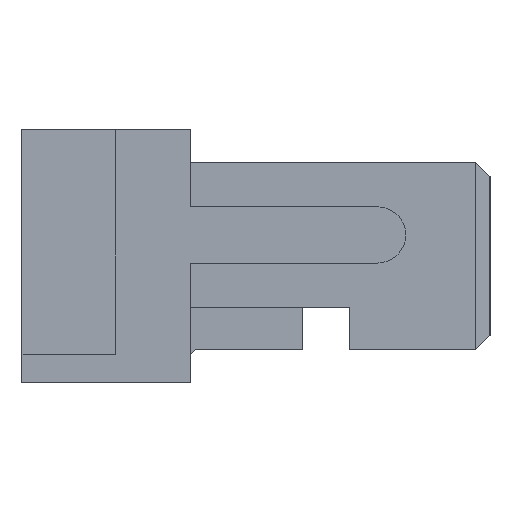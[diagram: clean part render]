
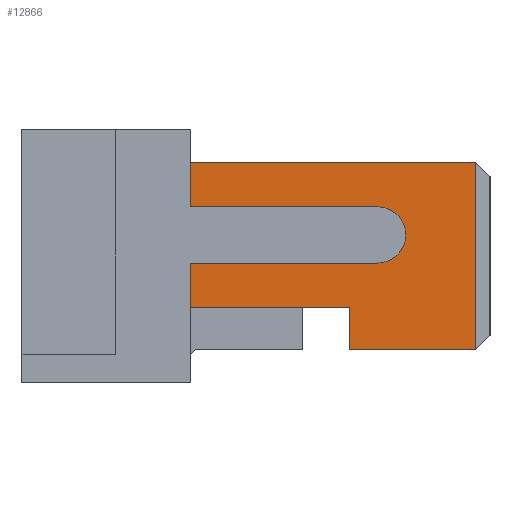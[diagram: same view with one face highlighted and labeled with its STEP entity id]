
A CAD part, left-side view. The second image highlights one B-rep face of the part: STEP entity #12866.
In plain terms, the highlighted planar face has unit normal (-1, 0, 0).
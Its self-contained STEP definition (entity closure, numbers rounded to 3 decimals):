
#60 = VERTEX_POINT ( 'NONE', #7373 ) ;
#250 = EDGE_CURVE ( 'NONE', #1919, #7643, #8515, .T. ) ;
#430 = LINE ( 'NONE', #13169, #22294 ) ;
#628 = CIRCLE ( 'NONE', #1381, 0.3 ) ;
#663 = DIRECTION ( 'NONE',  ( 0., 0., 1. ) ) ;
#701 = CARTESIAN_POINT ( 'NONE',  ( -7.2, 0., 0.525 ) ) ;
#756 = VECTOR ( 'NONE', #21957, 1000. ) ;
#1381 = AXIS2_PLACEMENT_3D ( 'NONE', #3798, #5438, #9170 ) ;
#1459 = LINE ( 'NONE', #11756, #1532 ) ;
#1532 = VECTOR ( 'NONE', #8578, 1000. ) ;
#1638 = VERTEX_POINT ( 'NONE', #3368 ) ;
#1919 = VERTEX_POINT ( 'NONE', #7700 ) ;
#2789 = CARTESIAN_POINT ( 'NONE',  ( -7.2, 1.2, 0.525 ) ) ;
#2799 = VECTOR ( 'NONE', #12980, 1000. ) ;
#2802 = VERTEX_POINT ( 'NONE', #2789 ) ;
#3368 = CARTESIAN_POINT ( 'NONE',  ( -7.2, 0.15, 1. ) ) ;
#3596 = CARTESIAN_POINT ( 'NONE',  ( -7.2, 1.5, -0.55 ) ) ;
#3644 = EDGE_CURVE ( 'NONE', #12447, #1919, #11835, .T. ) ;
#3798 = CARTESIAN_POINT ( 'NONE',  ( -7.2, 1.2, 0.225 ) ) ;
#4585 = CARTESIAN_POINT ( 'NONE',  ( -7.2, 3.2, -0.55 ) ) ;
#4629 = VERTEX_POINT ( 'NONE', #5399 ) ;
#5399 = CARTESIAN_POINT ( 'NONE',  ( -7.2, 0.15, -1. ) ) ;
#5438 = DIRECTION ( 'NONE',  ( -1., 0., 0. ) ) ;
#5508 = LINE ( 'NONE', #5863, #20020 ) ;
#5583 = EDGE_CURVE ( 'NONE', #6482, #2802, #628, .T. ) ;
#5863 = CARTESIAN_POINT ( 'NONE',  ( -7.2, 3.2, 0.525 ) ) ;
#6340 = CARTESIAN_POINT ( 'NONE',  ( -7.2, 3.2, -0.075 ) ) ;
#6448 = ORIENTED_EDGE ( 'NONE', *, *, #18580, .F. ) ;
#6482 = VERTEX_POINT ( 'NONE', #18969 ) ;
#6758 = VERTEX_POINT ( 'NONE', #15078 ) ;
#6986 = EDGE_CURVE ( 'NONE', #7643, #4629, #17880, .T. ) ;
#7361 = EDGE_CURVE ( 'NONE', #6482, #11652, #19126, .T. ) ;
#7373 = CARTESIAN_POINT ( 'NONE',  ( -7.2, 3.2, 1. ) ) ;
#7605 = ORIENTED_EDGE ( 'NONE', *, *, #3644, .T. ) ;
#7643 = VERTEX_POINT ( 'NONE', #22144 ) ;
#7700 = CARTESIAN_POINT ( 'NONE',  ( -7.2, 1.5, -0.55 ) ) ;
#7823 = PLANE ( 'NONE',  #14625 ) ;
#8515 = LINE ( 'NONE', #3596, #13044 ) ;
#8578 = DIRECTION ( 'NONE',  ( 0., 0., 1. ) ) ;
#9170 = DIRECTION ( 'NONE',  ( 0., 0., -1. ) ) ;
#9908 = VECTOR ( 'NONE', #13240, 1000. ) ;
#10013 = DIRECTION ( 'NONE',  ( 0., 1., 0. ) ) ;
#10524 = DIRECTION ( 'NONE',  ( 0., -1., 0. ) ) ;
#10764 = DIRECTION ( 'NONE',  ( 0., 0., 1. ) ) ;
#10896 = ORIENTED_EDGE ( 'NONE', *, *, #21964, .F. ) ;
#10923 = ORIENTED_EDGE ( 'NONE', *, *, #6986, .T. ) ;
#11652 = VERTEX_POINT ( 'NONE', #6340 ) ;
#11756 = CARTESIAN_POINT ( 'NONE',  ( -7.2, 0.15, -1. ) ) ;
#11835 = LINE ( 'NONE', #17195, #9908 ) ;
#12447 = VERTEX_POINT ( 'NONE', #4585 ) ;
#12511 = LINE ( 'NONE', #14387, #2799 ) ;
#12716 = EDGE_LOOP ( 'NONE', ( #10896, #14033, #13462, #19618, #15011, #6448, #7605, #21778, #10923, #15048 ) ) ;
#12720 = EDGE_CURVE ( 'NONE', #2802, #6758, #12511, .T. ) ;
#12866 = ADVANCED_FACE ( 'NONE', ( #16697 ), #7823, .F. ) ;
#12980 = DIRECTION ( 'NONE',  ( 0., 1., 0. ) ) ;
#13044 = VECTOR ( 'NONE', #15633, 1000. ) ;
#13169 = CARTESIAN_POINT ( 'NONE',  ( -7.2, 3.2, -0.55 ) ) ;
#13240 = DIRECTION ( 'NONE',  ( 0., -1., 0. ) ) ;
#13462 = ORIENTED_EDGE ( 'NONE', *, *, #12720, .F. ) ;
#13689 = DIRECTION ( 'NONE',  ( 0., 1., 0. ) ) ;
#14033 = ORIENTED_EDGE ( 'NONE', *, *, #17989, .F. ) ;
#14048 = EDGE_CURVE ( 'NONE', #4629, #1638, #1459, .T. ) ;
#14387 = CARTESIAN_POINT ( 'NONE',  ( -7.2, 1.2, 0.525 ) ) ;
#14625 = AXIS2_PLACEMENT_3D ( 'NONE', #701, #14945, #13689 ) ;
#14945 = DIRECTION ( 'NONE',  ( 1., 0., 0. ) ) ;
#15011 = ORIENTED_EDGE ( 'NONE', *, *, #7361, .T. ) ;
#15048 = ORIENTED_EDGE ( 'NONE', *, *, #14048, .T. ) ;
#15078 = CARTESIAN_POINT ( 'NONE',  ( -7.2, 3.2, 0.525 ) ) ;
#15633 = DIRECTION ( 'NONE',  ( 0., 0., -1. ) ) ;
#16697 = FACE_OUTER_BOUND ( 'NONE', #12716, .T. ) ;
#16849 = VECTOR ( 'NONE', #10524, 1000. ) ;
#17195 = CARTESIAN_POINT ( 'NONE',  ( -7.2, 3.2, -0.55 ) ) ;
#17254 = VECTOR ( 'NONE', #10013, 1000. ) ;
#17595 = CARTESIAN_POINT ( 'NONE',  ( -7.2, 1.2, -0.075 ) ) ;
#17644 = CARTESIAN_POINT ( 'NONE',  ( -7.2, 1.5, -1. ) ) ;
#17880 = LINE ( 'NONE', #17644, #16849 ) ;
#17989 = EDGE_CURVE ( 'NONE', #6758, #60, #5508, .T. ) ;
#18580 = EDGE_CURVE ( 'NONE', #12447, #11652, #430, .T. ) ;
#18969 = CARTESIAN_POINT ( 'NONE',  ( -7.2, 1.2, -0.075 ) ) ;
#19126 = LINE ( 'NONE', #17595, #17254 ) ;
#19618 = ORIENTED_EDGE ( 'NONE', *, *, #5583, .F. ) ;
#20020 = VECTOR ( 'NONE', #10764, 1000. ) ;
#21778 = ORIENTED_EDGE ( 'NONE', *, *, #250, .T. ) ;
#21843 = LINE ( 'NONE', #22067, #756 ) ;
#21957 = DIRECTION ( 'NONE',  ( 0., -1., 0. ) ) ;
#21964 = EDGE_CURVE ( 'NONE', #60, #1638, #21843, .T. ) ;
#22067 = CARTESIAN_POINT ( 'NONE',  ( -7.2, 3.2, 1. ) ) ;
#22144 = CARTESIAN_POINT ( 'NONE',  ( -7.2, 1.5, -1. ) ) ;
#22294 = VECTOR ( 'NONE', #663, 1000. ) ;
